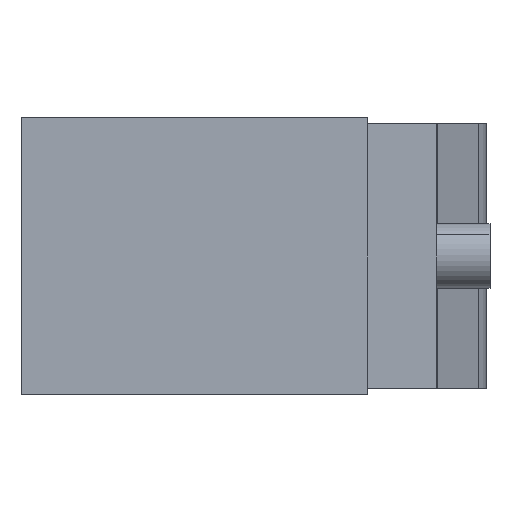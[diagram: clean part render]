
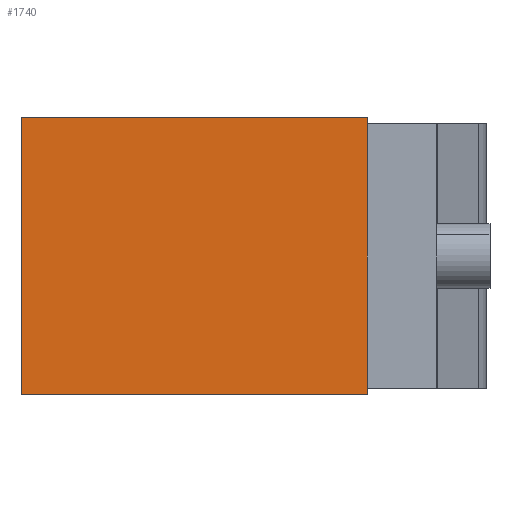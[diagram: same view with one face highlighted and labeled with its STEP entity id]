
A CAD part, left-side view. The second image highlights one B-rep face of the part: STEP entity #1740.
In plain terms, the highlighted planar face has unit normal (-1, 0, 0).
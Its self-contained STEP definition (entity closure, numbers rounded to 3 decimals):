
#135 = ORIENTED_EDGE ( 'NONE', *, *, #2090, .T. ) ;
#187 = CARTESIAN_POINT ( 'NONE',  ( -6.075, 16., -6.4 ) ) ;
#333 = DIRECTION ( 'NONE',  ( 0., 0., -1. ) ) ;
#434 = VERTEX_POINT ( 'NONE', #2461 ) ;
#445 = VECTOR ( 'NONE', #1199, 1000. ) ;
#569 = EDGE_CURVE ( 'NONE', #870, #2254, #575, .T. ) ;
#575 = LINE ( 'NONE', #1736, #1596 ) ;
#622 = ORIENTED_EDGE ( 'NONE', *, *, #1167, .F. ) ;
#646 = CARTESIAN_POINT ( 'NONE',  ( -6.075, 0., 6.4 ) ) ;
#870 = VERTEX_POINT ( 'NONE', #187 ) ;
#1105 = CARTESIAN_POINT ( 'NONE',  ( -6.075, 16., 6.4 ) ) ;
#1137 = ORIENTED_EDGE ( 'NONE', *, *, #569, .T. ) ;
#1167 = EDGE_CURVE ( 'NONE', #2140, #434, #1478, .T. ) ;
#1183 = CARTESIAN_POINT ( 'NONE',  ( -6.075, 16., 6.4 ) ) ;
#1199 = DIRECTION ( 'NONE',  ( 0., 0., 1. ) ) ;
#1209 = ORIENTED_EDGE ( 'NONE', *, *, #1345, .F. ) ;
#1287 = FACE_OUTER_BOUND ( 'NONE', #1302, .T. ) ;
#1302 = EDGE_LOOP ( 'NONE', ( #135, #622, #1209, #1137 ) ) ;
#1345 = EDGE_CURVE ( 'NONE', #870, #2140, #2498, .T. ) ;
#1353 = VECTOR ( 'NONE', #2166, 1000. ) ;
#1355 = CARTESIAN_POINT ( 'NONE',  ( -6.075, 16., 6.4 ) ) ;
#1478 = LINE ( 'NONE', #1183, #1353 ) ;
#1514 = DIRECTION ( 'NONE',  ( 0., -1., 0. ) ) ;
#1596 = VECTOR ( 'NONE', #1514, 1000. ) ;
#1736 = CARTESIAN_POINT ( 'NONE',  ( -6.075, 16., -6.4 ) ) ;
#1740 = ADVANCED_FACE ( 'NONE', ( #1287 ), #2359, .F. ) ;
#1954 = DIRECTION ( 'NONE',  ( 1., 0., 0. ) ) ;
#2052 = DIRECTION ( 'NONE',  ( 0., 0., 1. ) ) ;
#2090 = EDGE_CURVE ( 'NONE', #2254, #434, #2318, .T. ) ;
#2140 = VERTEX_POINT ( 'NONE', #1105 ) ;
#2154 = CARTESIAN_POINT ( 'NONE',  ( -6.075, 0., -6.4 ) ) ;
#2166 = DIRECTION ( 'NONE',  ( 0., -1., 0. ) ) ;
#2224 = AXIS2_PLACEMENT_3D ( 'NONE', #1355, #1954, #333 ) ;
#2243 = CARTESIAN_POINT ( 'NONE',  ( -6.075, 16., 6.4 ) ) ;
#2254 = VERTEX_POINT ( 'NONE', #2154 ) ;
#2318 = LINE ( 'NONE', #646, #2519 ) ;
#2359 = PLANE ( 'NONE',  #2224 ) ;
#2461 = CARTESIAN_POINT ( 'NONE',  ( -6.075, 0., 6.4 ) ) ;
#2498 = LINE ( 'NONE', #2243, #445 ) ;
#2519 = VECTOR ( 'NONE', #2052, 1000. ) ;
